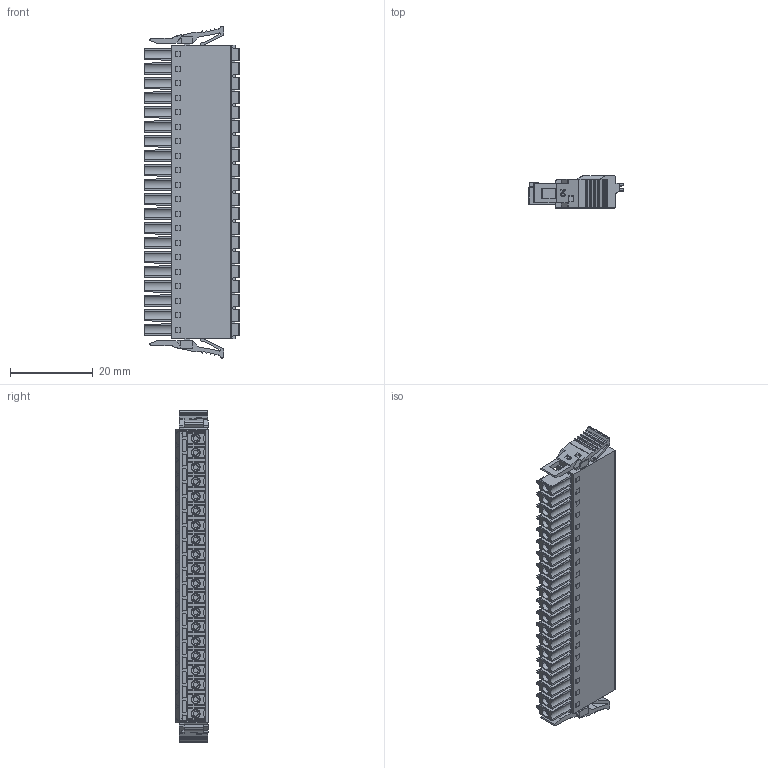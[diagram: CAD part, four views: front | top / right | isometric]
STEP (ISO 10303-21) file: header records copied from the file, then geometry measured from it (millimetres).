
FILE_DESCRIPTION((''),'2;1');
FILE_NAME('TLPSL-007-20P-X','2024-09-27T',('sheji'),(''),'PRO/ENGINEER BY PARAMETRIC TECHNOLOGY CORPORATION, 2015240','PRO/ENGINEER BY PARAMETRIC TECHNOLOGY CORPORATION, 2015240','');
FILE_SCHEMA(('CONFIG_CONTROL_DESIGN'));
Products named in the file (1): TLPSL-007-20P-X
Bounding box: 22.9 x 7.75 x 80.1 mm (x, y, z)
Volume: 8577.9 mm3; surface area: 8208.3 mm2
Topology: 1 solids, 19 shells, 2436 faces, 6529 edges, 4250 vertices
Faces by surface type: plane 1497, cylinder 719, cone 160, torus 40, extrusion 20
Entity records: 77112 total; most frequent: CARTESIAN_POINT 15447, ORIENTED_EDGE 13058, DIRECTION 12518, EDGE_CURVE 6529, VECTOR 4684, LINE 4664, VERTEX_POINT 4250, AXIS2_PLACEMENT_3D 3917
